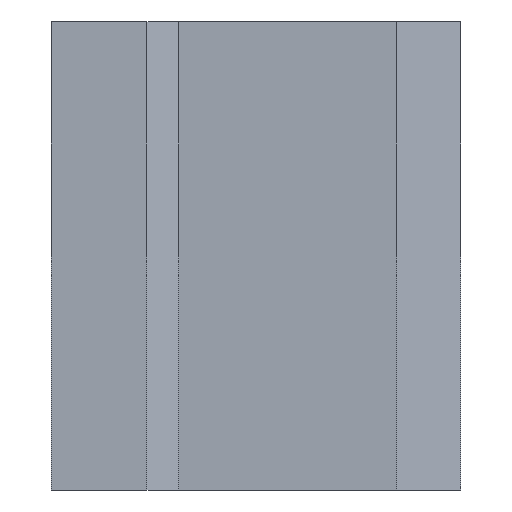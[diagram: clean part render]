
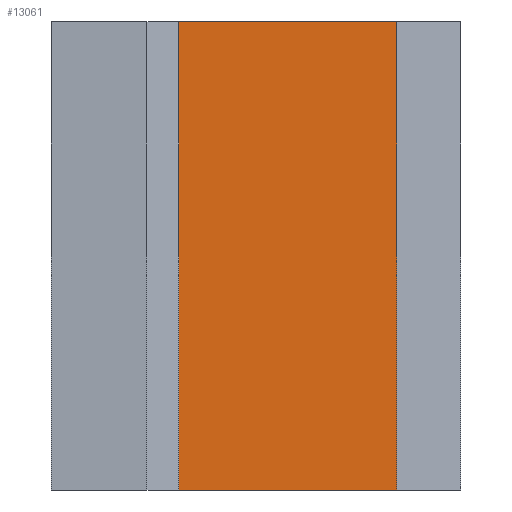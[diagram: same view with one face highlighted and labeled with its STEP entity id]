
A CAD part, left-side view. The second image highlights one B-rep face of the part: STEP entity #13061.
In plain terms, the highlighted planar face has unit normal (-1, 0, 0).
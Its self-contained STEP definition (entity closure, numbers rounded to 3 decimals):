
#1658 = VERTEX_POINT ( 'NONE', #2456 ) ;
#1765 = VECTOR ( 'NONE', #13972, 1000. ) ;
#2456 = CARTESIAN_POINT ( 'NONE',  ( -23.5, -11.5, 22. ) ) ;
#3102 = CARTESIAN_POINT ( 'NONE',  ( -23.5, -11.5, 22. ) ) ;
#3137 = CARTESIAN_POINT ( 'NONE',  ( -23.5, -11.5, -22. ) ) ;
#3166 = LINE ( 'NONE', #10283, #1765 ) ;
#3466 = DIRECTION ( 'NONE',  ( 0., 0., -1. ) ) ;
#4634 = CARTESIAN_POINT ( 'NONE',  ( -23.5, -32., 22. ) ) ;
#5411 = ORIENTED_EDGE ( 'NONE', *, *, #5977, .F. ) ;
#5977 = EDGE_CURVE ( 'NONE', #13688, #11196, #15369, .T. ) ;
#6019 = CARTESIAN_POINT ( 'NONE',  ( -23.5, -32., 22. ) ) ;
#6206 = LINE ( 'NONE', #7600, #10989 ) ;
#6271 = VERTEX_POINT ( 'NONE', #3137 ) ;
#6466 = DIRECTION ( 'NONE',  ( 1., 0., 0. ) ) ;
#6696 = PLANE ( 'NONE',  #7569 ) ;
#6915 = EDGE_CURVE ( 'NONE', #1658, #6271, #11447, .T. ) ;
#7569 = AXIS2_PLACEMENT_3D ( 'NONE', #3102, #6466, #9984 ) ;
#7600 = CARTESIAN_POINT ( 'NONE',  ( -23.5, -11.5, -22. ) ) ;
#7650 = EDGE_CURVE ( 'NONE', #1658, #13688, #3166, .T. ) ;
#7772 = EDGE_CURVE ( 'NONE', #6271, #11196, #6206, .T. ) ;
#8816 = FACE_OUTER_BOUND ( 'NONE', #14416, .T. ) ;
#9254 = DIRECTION ( 'NONE',  ( 0., 0., -1. ) ) ;
#9984 = DIRECTION ( 'NONE',  ( 0., 1., 0. ) ) ;
#10069 = CARTESIAN_POINT ( 'NONE',  ( -23.5, -32., -22. ) ) ;
#10283 = CARTESIAN_POINT ( 'NONE',  ( -23.5, -11.5, 22. ) ) ;
#10784 = VECTOR ( 'NONE', #3466, 1000. ) ;
#10989 = VECTOR ( 'NONE', #14821, 1000. ) ;
#11011 = VECTOR ( 'NONE', #9254, 1000. ) ;
#11196 = VERTEX_POINT ( 'NONE', #10069 ) ;
#11197 = ORIENTED_EDGE ( 'NONE', *, *, #6915, .T. ) ;
#11447 = LINE ( 'NONE', #13651, #11011 ) ;
#12915 = ORIENTED_EDGE ( 'NONE', *, *, #7650, .F. ) ;
#13061 = ADVANCED_FACE ( 'NONE', ( #8816 ), #6696, .F. ) ;
#13651 = CARTESIAN_POINT ( 'NONE',  ( -23.5, -11.5, 22. ) ) ;
#13688 = VERTEX_POINT ( 'NONE', #6019 ) ;
#13972 = DIRECTION ( 'NONE',  ( 0., -1., 0. ) ) ;
#14091 = ORIENTED_EDGE ( 'NONE', *, *, #7772, .T. ) ;
#14416 = EDGE_LOOP ( 'NONE', ( #14091, #5411, #12915, #11197 ) ) ;
#14821 = DIRECTION ( 'NONE',  ( 0., -1., 0. ) ) ;
#15369 = LINE ( 'NONE', #4634, #10784 ) ;
